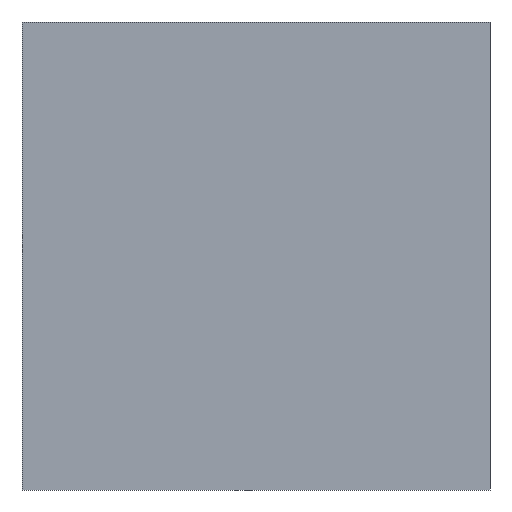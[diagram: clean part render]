
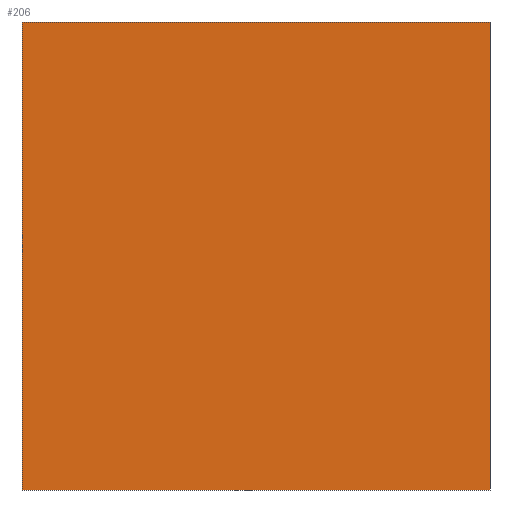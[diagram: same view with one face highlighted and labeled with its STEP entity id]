
A CAD part, front view. The second image highlights one B-rep face of the part: STEP entity #206.
In plain terms, the highlighted planar face has unit normal (0, -1, 0).
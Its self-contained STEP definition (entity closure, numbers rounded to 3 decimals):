
#34=FACE_OUTER_BOUND('',#46,.T.);
#46=EDGE_LOOP('',(#164,#165,#166,#167));
#64=LINE('',#332,#88);
#65=LINE('',#334,#89);
#66=LINE('',#336,#90);
#67=LINE('',#337,#91);
#88=VECTOR('',#276,10.);
#89=VECTOR('',#277,10.);
#90=VECTOR('',#278,10.);
#91=VECTOR('',#279,10.);
#108=VERTEX_POINT('',#330);
#109=VERTEX_POINT('',#331);
#110=VERTEX_POINT('',#333);
#111=VERTEX_POINT('',#335);
#128=EDGE_CURVE('',#108,#109,#64,.T.);
#129=EDGE_CURVE('',#110,#108,#65,.T.);
#130=EDGE_CURVE('',#111,#110,#66,.T.);
#131=EDGE_CURVE('',#111,#109,#67,.T.);
#164=ORIENTED_EDGE('',*,*,#128,.F.);
#165=ORIENTED_EDGE('',*,*,#129,.F.);
#166=ORIENTED_EDGE('',*,*,#130,.F.);
#167=ORIENTED_EDGE('',*,*,#131,.T.);
#194=PLANE('',#240);
#206=ADVANCED_FACE('',(#34),#194,.F.);
#240=AXIS2_PLACEMENT_3D('',#329,#274,#275);
#274=DIRECTION('center_axis',(0.,1.,0.));
#275=DIRECTION('ref_axis',(0.,0.,1.));
#276=DIRECTION('',(1.,0.,0.));
#277=DIRECTION('',(0.,0.,1.));
#278=DIRECTION('',(-1.,0.,0.));
#279=DIRECTION('',(0.,0.,1.));
#329=CARTESIAN_POINT('Origin',(-8.859,0.,5.856));
#330=CARTESIAN_POINT('',(-58.859,0.,55.856));
#331=CARTESIAN_POINT('',(41.141,0.,55.856));
#332=CARTESIAN_POINT('',(-58.859,0.,55.856));
#333=CARTESIAN_POINT('',(-58.859,0.,-44.144));
#334=CARTESIAN_POINT('',(-58.859,0.,-44.144));
#335=CARTESIAN_POINT('',(41.141,0.,-44.144));
#336=CARTESIAN_POINT('',(41.141,0.,-44.144));
#337=CARTESIAN_POINT('',(41.141,0.,55.856));
